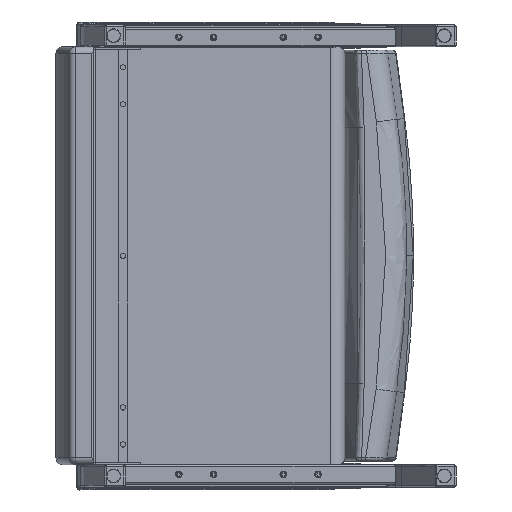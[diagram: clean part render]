
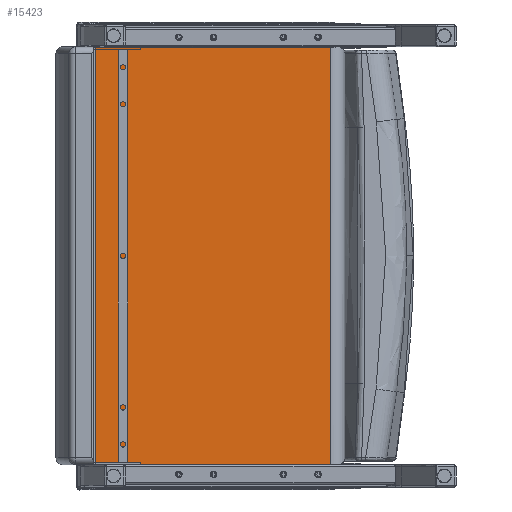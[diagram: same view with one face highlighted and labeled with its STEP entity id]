
A CAD part, front view. The second image highlights one B-rep face of the part: STEP entity #15423.
In plain terms, the highlighted face is planar.
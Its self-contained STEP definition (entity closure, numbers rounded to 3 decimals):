
#1433=PLANE('',#17265);
#2195=LINE('',#52681,#3055);
#2211=LINE('',#52815,#3071);
#2217=LINE('',#52902,#3077);
#2218=LINE('',#52904,#3078);
#3055=VECTOR('',#21267,0.394);
#3071=VECTOR('',#21343,0.394);
#3077=VECTOR('',#21405,0.394);
#3078=VECTOR('',#21408,0.394);
#4323=FACE_OUTER_BOUND('',#5477,.T.);
#5477=EDGE_LOOP('',(#13403,#13404,#13405,#13406));
#7583=VERTEX_POINT('',#52669);
#7584=VERTEX_POINT('',#52680);
#7608=VERTEX_POINT('',#52803);
#7609=VERTEX_POINT('',#52814);
#9525=EDGE_CURVE('',#7583,#7584,#2195,.T.);
#9564=EDGE_CURVE('',#7608,#7609,#2211,.T.);
#9589=EDGE_CURVE('',#7608,#7584,#2217,.T.);
#9590=EDGE_CURVE('',#7609,#7583,#2218,.T.);
#13403=ORIENTED_EDGE('',*,*,#9525,.F.);
#13404=ORIENTED_EDGE('',*,*,#9590,.F.);
#13405=ORIENTED_EDGE('',*,*,#9564,.F.);
#13406=ORIENTED_EDGE('',*,*,#9589,.T.);
#15423=ADVANCED_FACE('',(#4323),#1433,.T.);
#17265=AXIS2_PLACEMENT_3D('',#52903,#21406,#21407);
#21267=DIRECTION('',(1.,0.,0.));
#21343=DIRECTION('',(-1.,0.,0.));
#21405=DIRECTION('',(0.,0.,1.));
#21406=DIRECTION('center_axis',(0.,-1.,0.));
#21407=DIRECTION('ref_axis',(1.,0.,0.));
#21408=DIRECTION('',(0.,0.,1.));
#52669=CARTESIAN_POINT('',(-12.083,0.797,29.966));
#52680=CARTESIAN_POINT('',(4.791,0.797,29.966));
#52681=CARTESIAN_POINT('',(-9.146,0.797,29.966));
#52803=CARTESIAN_POINT('',(4.791,0.797,0.034));
#52814=CARTESIAN_POINT('',(-12.083,0.797,0.034));
#52815=CARTESIAN_POINT('',(-9.146,0.797,0.034));
#52902=CARTESIAN_POINT('',(4.791,0.797,0.));
#52903=CARTESIAN_POINT('Origin',(-12.083,0.797,0.));
#52904=CARTESIAN_POINT('',(-12.083,0.797,0.));
